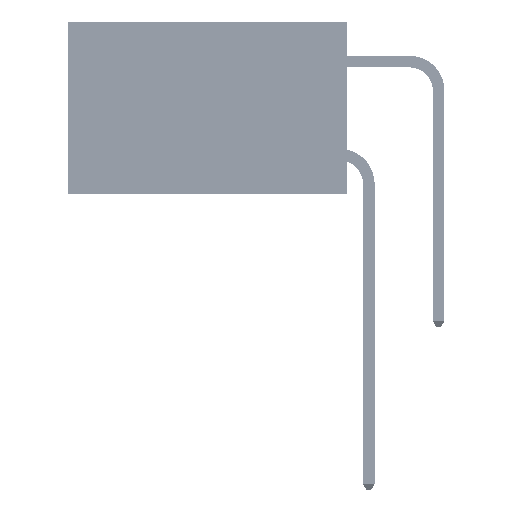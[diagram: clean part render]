
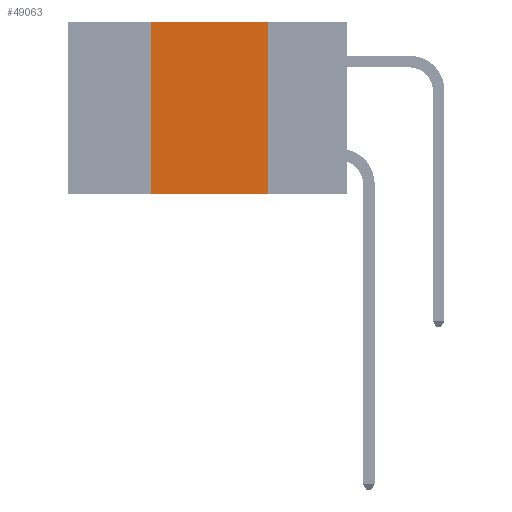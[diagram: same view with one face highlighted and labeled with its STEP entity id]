
A CAD part, left-side view. The second image highlights one B-rep face of the part: STEP entity #49063.
In plain terms, the highlighted planar face has unit normal (-1, 0, 0).
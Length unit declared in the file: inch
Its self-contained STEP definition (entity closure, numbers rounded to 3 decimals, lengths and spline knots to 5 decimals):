
#2136 = AXIS2_PLACEMENT_3D ( 'NONE', #18930, #46248, #22823 ) ;
#3062 = VECTOR ( 'NONE', #17121, 39.37008 ) ;
#3106 = ORIENTED_EDGE ( 'NONE', *, *, #38280, .F. ) ;
#4648 = CARTESIAN_POINT ( 'NONE',  ( 0., 0.42, -0.37 ) ) ;
#8018 = CARTESIAN_POINT ( 'NONE',  ( 0., 0.17, 0. ) ) ;
#9145 = LINE ( 'NONE', #8018, #27552 ) ;
#9258 = VERTEX_POINT ( 'NONE', #4648 ) ;
#9330 = EDGE_CURVE ( 'NONE', #43091, #37011, #13672, .T. ) ;
#11079 = EDGE_CURVE ( 'NONE', #37011, #44507, #9145, .T. ) ;
#13672 = LINE ( 'NONE', #24961, #3062 ) ;
#13718 = ORIENTED_EDGE ( 'NONE', *, *, #26142, .T. ) ;
#15010 = PLANE ( 'NONE',  #2136 ) ;
#17121 = DIRECTION ( 'NONE',  ( 0., -1., 0. ) ) ;
#18930 = CARTESIAN_POINT ( 'NONE',  ( 0., 0.6, 0. ) ) ;
#20428 = ORIENTED_EDGE ( 'NONE', *, *, #9330, .F. ) ;
#22422 = VECTOR ( 'NONE', #28516, 39.37008 ) ;
#22823 = DIRECTION ( 'NONE',  ( 0., 0., -1. ) ) ;
#23089 = VECTOR ( 'NONE', #36230, 39.37008 ) ;
#24520 = CARTESIAN_POINT ( 'NONE',  ( 0., 0.17, 0. ) ) ;
#24592 = CARTESIAN_POINT ( 'NONE',  ( 0., 0.42, 0. ) ) ;
#24961 = CARTESIAN_POINT ( 'NONE',  ( 0., 0.6, 0. ) ) ;
#26142 = EDGE_CURVE ( 'NONE', #9258, #44507, #46347, .T. ) ;
#27552 = VECTOR ( 'NONE', #27580, 39.37008 ) ;
#27580 = DIRECTION ( 'NONE',  ( 0., 0., -1. ) ) ;
#28516 = DIRECTION ( 'NONE',  ( 0., 0., 1. ) ) ;
#29087 = EDGE_LOOP ( 'NONE', ( #39990, #20428, #3106, #13718 ) ) ;
#31634 = FACE_OUTER_BOUND ( 'NONE', #29087, .T. ) ;
#34950 = CARTESIAN_POINT ( 'NONE',  ( 0., 0.42, 0. ) ) ;
#35831 = CARTESIAN_POINT ( 'NONE',  ( 0., 0.17, -0.37 ) ) ;
#36230 = DIRECTION ( 'NONE',  ( 0., -1., 0. ) ) ;
#37011 = VERTEX_POINT ( 'NONE', #24520 ) ;
#38280 = EDGE_CURVE ( 'NONE', #9258, #43091, #43266, .T. ) ;
#39990 = ORIENTED_EDGE ( 'NONE', *, *, #11079, .F. ) ;
#43091 = VERTEX_POINT ( 'NONE', #34950 ) ;
#43266 = LINE ( 'NONE', #24592, #22422 ) ;
#44082 = CARTESIAN_POINT ( 'NONE',  ( 0., 0.6, -0.37 ) ) ;
#44507 = VERTEX_POINT ( 'NONE', #35831 ) ;
#46248 = DIRECTION ( 'NONE',  ( 1., 0., 0. ) ) ;
#46347 = LINE ( 'NONE', #44082, #23089 ) ;
#49063 = ADVANCED_FACE ( 'NONE', ( #31634 ), #15010, .F. ) ;
